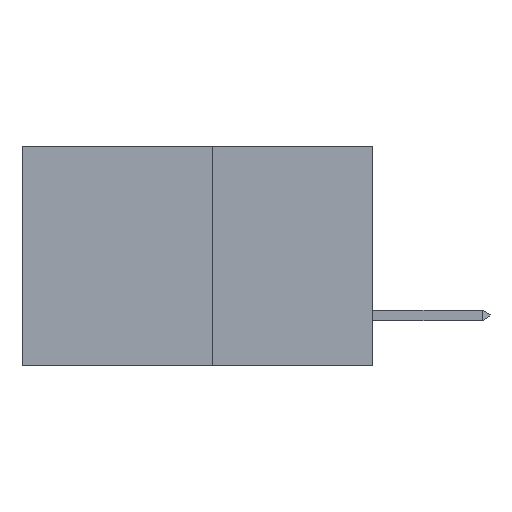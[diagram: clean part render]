
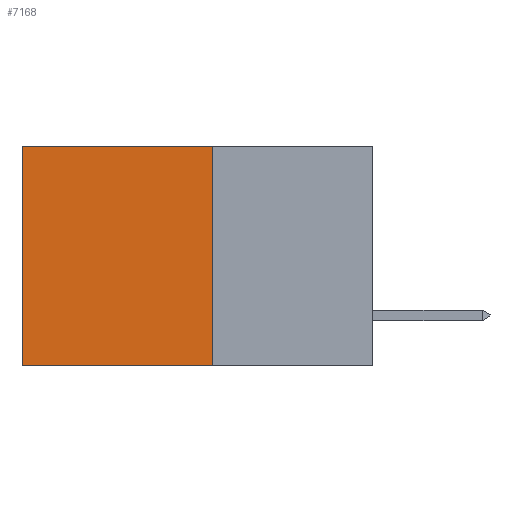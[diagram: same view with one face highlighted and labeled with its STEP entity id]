
A CAD part, left-side view. The second image highlights one B-rep face of the part: STEP entity #7168.
In plain terms, the highlighted planar face has unit normal (-1, 0, 0).
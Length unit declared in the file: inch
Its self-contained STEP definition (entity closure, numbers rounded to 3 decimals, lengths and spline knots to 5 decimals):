
#71 = DIRECTION ( 'NONE',  ( 0., 0., -1. ) ) ;
#360 = ORIENTED_EDGE ( 'NONE', *, *, #5598, .F. ) ;
#968 = EDGE_CURVE ( 'NONE', #8501, #984, #3680, .T. ) ;
#984 = VERTEX_POINT ( 'NONE', #6603 ) ;
#1255 = CARTESIAN_POINT ( 'NONE',  ( 0.277, 0.27, 0. ) ) ;
#1683 = AXIS2_PLACEMENT_3D ( 'NONE', #9410, #5064, #71 ) ;
#1709 = ORIENTED_EDGE ( 'NONE', *, *, #4575, .T. ) ;
#1826 = ORIENTED_EDGE ( 'NONE', *, *, #5059, .T. ) ;
#1875 = LINE ( 'NONE', #6258, #3773 ) ;
#1888 = VERTEX_POINT ( 'NONE', #6213 ) ;
#1980 = FACE_OUTER_BOUND ( 'NONE', #3823, .T. ) ;
#3364 = ORIENTED_EDGE ( 'NONE', *, *, #968, .F. ) ;
#3416 = PLANE ( 'NONE',  #1683 ) ;
#3680 = LINE ( 'NONE', #4053, #5636 ) ;
#3773 = VECTOR ( 'NONE', #6992, 39.37008 ) ;
#3823 = EDGE_LOOP ( 'NONE', ( #1826, #360, #3364, #1709 ) ) ;
#3961 = DIRECTION ( 'NONE',  ( 0., 0., -1. ) ) ;
#4053 = CARTESIAN_POINT ( 'NONE',  ( 0.277, 0.27, -0.37 ) ) ;
#4573 = CARTESIAN_POINT ( 'NONE',  ( 0.277, 0.59, -0.37 ) ) ;
#4575 = EDGE_CURVE ( 'NONE', #8501, #1888, #8716, .T. ) ;
#5059 = EDGE_CURVE ( 'NONE', #1888, #6178, #6465, .T. ) ;
#5064 = DIRECTION ( 'NONE',  ( 1., 0., 0. ) ) ;
#5428 = DIRECTION ( 'NONE',  ( 0., 0., -1. ) ) ;
#5598 = EDGE_CURVE ( 'NONE', #984, #6178, #1875, .T. ) ;
#5636 = VECTOR ( 'NONE', #3961, 39.37008 ) ;
#6162 = DIRECTION ( 'NONE',  ( 0., 1., 0. ) ) ;
#6178 = VERTEX_POINT ( 'NONE', #9721 ) ;
#6213 = CARTESIAN_POINT ( 'NONE',  ( 0.277, 0.59, 0. ) ) ;
#6258 = CARTESIAN_POINT ( 'NONE',  ( 0.277, 0.27, -0.37 ) ) ;
#6465 = LINE ( 'NONE', #4573, #9720 ) ;
#6590 = VECTOR ( 'NONE', #6162, 39.37008 ) ;
#6603 = CARTESIAN_POINT ( 'NONE',  ( 0.277, 0.27, -0.37 ) ) ;
#6949 = CARTESIAN_POINT ( 'NONE',  ( 0.277, 0.27, 0. ) ) ;
#6992 = DIRECTION ( 'NONE',  ( 0., 1., 0. ) ) ;
#7168 = ADVANCED_FACE ( 'NONE', ( #1980 ), #3416, .F. ) ;
#8501 = VERTEX_POINT ( 'NONE', #6949 ) ;
#8716 = LINE ( 'NONE', #1255, #6590 ) ;
#9410 = CARTESIAN_POINT ( 'NONE',  ( 0.277, 0.27, -0.37 ) ) ;
#9720 = VECTOR ( 'NONE', #5428, 39.37008 ) ;
#9721 = CARTESIAN_POINT ( 'NONE',  ( 0.277, 0.59, -0.37 ) ) ;
